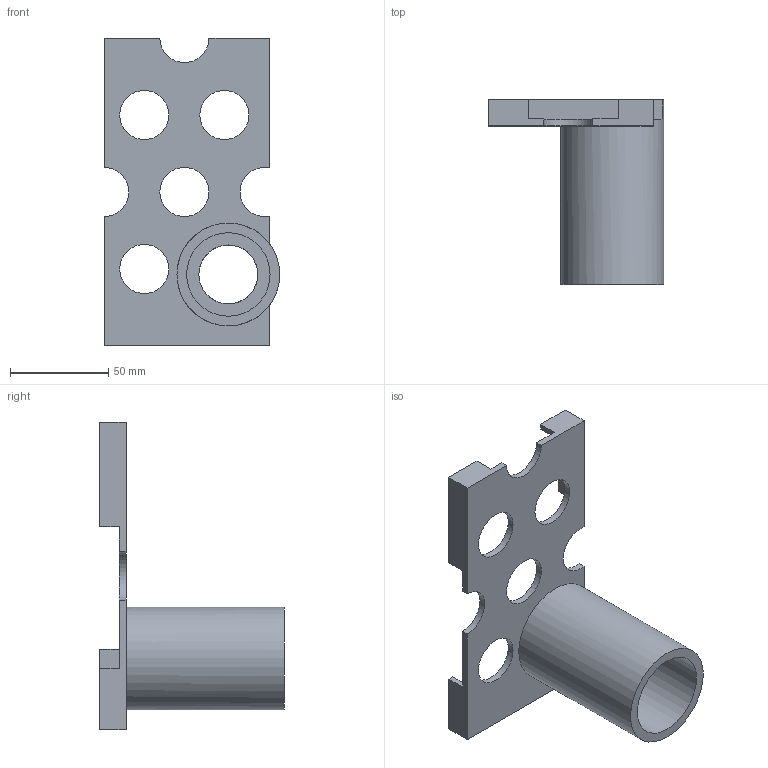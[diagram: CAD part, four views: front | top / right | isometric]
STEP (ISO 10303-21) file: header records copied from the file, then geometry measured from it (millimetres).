
FILE_DESCRIPTION(/* description */ (''),/* implementation_level */ '2;1');
FILE_NAME(/* name */ 'iPhone 13 Pro Case Single Piece v8.step',/* time_stamp */ '2024-09-24T15:37:38-07:00',/* author */ (''),/* organization */ (''),/* preprocessor_version */ 'ST-DEVELOPER v20',/* originating_system */ 'Autodesk Translation Framework v13.20.0.188',/* authorisation */ '');
FILE_SCHEMA (('AUTOMOTIVE_DESIGN { 1 0 10303 214 3 1 1 }'));
Length unit declared in the file: millimetre
Products named in the file (1): iPhone 13 Pro Case Single Piece
Bounding box: 89.27 x 93.95 x 156.71 mm (x, y, z)
Volume: 108870.8 mm3; surface area: 52540.4 mm2
Topology: 1 solids, 1 shells, 46 faces, 129 edges, 86 vertices
Faces by surface type: plane 36, cylinder 10
Full cylindrical faces by diameter (mm): 25 x4, 30 x1, 42.5 x1, 52.3 x1
Entity records: 1655 total; most frequent: CARTESIAN_POINT 262, ORIENTED_EDGE 258, DIRECTION 250, EDGE_CURVE 129, LINE 102, VECTOR 102, VERTEX_POINT 86, AXIS2_PLACEMENT_3D 74
